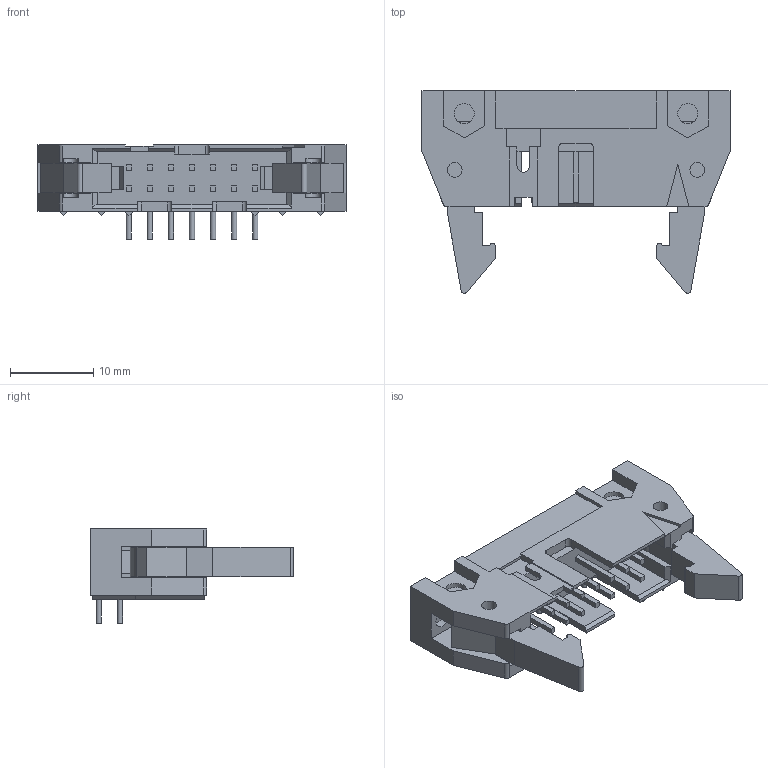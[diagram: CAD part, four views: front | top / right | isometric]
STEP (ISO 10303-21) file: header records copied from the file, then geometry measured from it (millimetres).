
FILE_DESCRIPTION(/* description */ (''),/* implementation_level */ '2;1');
FILE_NAME(/* name */ '5499913-2.step',/* time_stamp */ '2022-02-26T12:32:42-05:00',/* author */ (''),/* organization */ (''),/* preprocessor_version */ 'ST-DEVELOPER v18.1',/* originating_system */ 'Autodesk Translation Framework v10.13.0.1454',/* authorisation */ '');
FILE_SCHEMA (('AUTOMOTIVE_DESIGN { 1 0 10303 214 3 1 1 }','INTEGRATED_CNC_SCHEMA'));
Length unit declared in the file: millimetre
Products named in the file (1): c-5499913-2-b-3d
Bounding box: 37.08 x 24.38 x 11.33 mm (x, y, z)
Volume: 2835.7 mm3; surface area: 3376.3 mm2
Topology: 1 solids, 1 shells, 307 faces, 819 edges, 542 vertices
Faces by surface type: plane 262, cylinder 45
Full cylindrical faces by diameter (mm): 0.635 x14, 1.778 x4, 2.438 x4, 2.54 x4
Entity records: 9632 total; most frequent: CARTESIAN_POINT 1669, ORIENTED_EDGE 1638, DIRECTION 1549, EDGE_CURVE 819, LINE 705, VECTOR 705, VERTEX_POINT 542, AXIS2_PLACEMENT_3D 422
